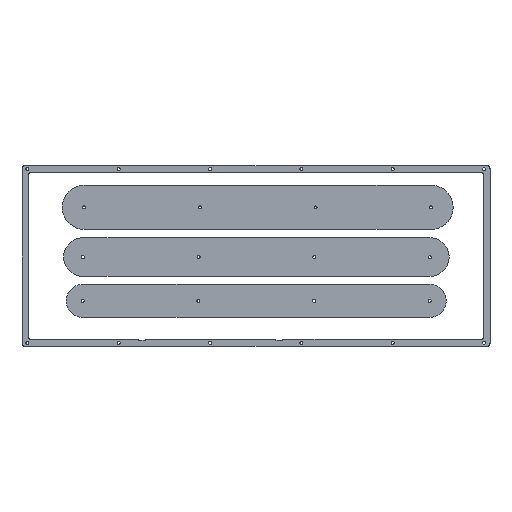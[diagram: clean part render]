
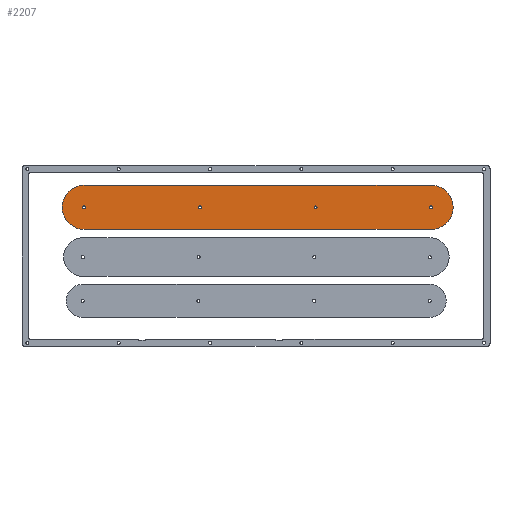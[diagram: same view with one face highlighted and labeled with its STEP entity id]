
A CAD part, top view. The second image highlights one B-rep face of the part: STEP entity #2207.
In plain terms, the highlighted planar face has unit normal (0, 0, 1).
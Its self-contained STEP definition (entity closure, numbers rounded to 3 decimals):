
#123=FACE_BOUND('',#446,.T.);
#124=FACE_BOUND('',#447,.T.);
#125=FACE_BOUND('',#448,.T.);
#126=FACE_BOUND('',#449,.T.);
#183=CIRCLE('',#2463,1.1);
#185=CIRCLE('',#2466,1.1);
#187=CIRCLE('',#2469,1.1);
#189=CIRCLE('',#2472,1.1);
#192=CIRCLE('',#2476,16.);
#194=CIRCLE('',#2480,16.);
#303=FACE_OUTER_BOUND('',#445,.T.);
#445=EDGE_LOOP('',(#1973,#1974,#1975,#1976));
#446=EDGE_LOOP('',(#1977));
#447=EDGE_LOOP('',(#1978));
#448=EDGE_LOOP('',(#1979));
#449=EDGE_LOOP('',(#1980));
#688=LINE('',#3664,#920);
#692=LINE('',#3674,#924);
#920=VECTOR('',#3030,10.);
#924=VECTOR('',#3042,10.);
#1105=VERTEX_POINT('',#3628);
#1107=VERTEX_POINT('',#3634);
#1109=VERTEX_POINT('',#3640);
#1111=VERTEX_POINT('',#3646);
#1115=VERTEX_POINT('',#3655);
#1116=VERTEX_POINT('',#3657);
#1118=VERTEX_POINT('',#3663);
#1120=VERTEX_POINT('',#3669);
#1389=EDGE_CURVE('',#1105,#1105,#183,.T.);
#1392=EDGE_CURVE('',#1107,#1107,#185,.T.);
#1395=EDGE_CURVE('',#1109,#1109,#187,.T.);
#1398=EDGE_CURVE('',#1111,#1111,#189,.T.);
#1403=EDGE_CURVE('',#1116,#1115,#192,.T.);
#1406=EDGE_CURVE('',#1118,#1116,#688,.T.);
#1409=EDGE_CURVE('',#1120,#1118,#194,.T.);
#1412=EDGE_CURVE('',#1115,#1120,#692,.T.);
#1973=ORIENTED_EDGE('',*,*,#1412,.T.);
#1974=ORIENTED_EDGE('',*,*,#1409,.T.);
#1975=ORIENTED_EDGE('',*,*,#1406,.T.);
#1976=ORIENTED_EDGE('',*,*,#1403,.T.);
#1977=ORIENTED_EDGE('',*,*,#1398,.T.);
#1978=ORIENTED_EDGE('',*,*,#1395,.T.);
#1979=ORIENTED_EDGE('',*,*,#1392,.T.);
#1980=ORIENTED_EDGE('',*,*,#1389,.T.);
#2105=PLANE('',#2482);
#2207=ADVANCED_FACE('',(#303,#123,#124,#125,#126),#2105,.T.);
#2463=AXIS2_PLACEMENT_3D('',#3629,#2993,#2994);
#2466=AXIS2_PLACEMENT_3D('',#3635,#3000,#3001);
#2469=AXIS2_PLACEMENT_3D('',#3641,#3007,#3008);
#2472=AXIS2_PLACEMENT_3D('',#3647,#3014,#3015);
#2476=AXIS2_PLACEMENT_3D('',#3658,#3024,#3025);
#2480=AXIS2_PLACEMENT_3D('',#3670,#3036,#3037);
#2482=AXIS2_PLACEMENT_3D('',#3675,#3043,#3044);
#2993=DIRECTION('center_axis',(0.,0.,-1.));
#2994=DIRECTION('ref_axis',(-1.,0.,0.));
#3000=DIRECTION('center_axis',(0.,0.,-1.));
#3001=DIRECTION('ref_axis',(-1.,0.,0.));
#3007=DIRECTION('center_axis',(0.,0.,-1.));
#3008=DIRECTION('ref_axis',(-1.,0.,0.));
#3014=DIRECTION('center_axis',(0.,0.,-1.));
#3015=DIRECTION('ref_axis',(-1.,0.,0.));
#3024=DIRECTION('center_axis',(0.,0.,1.));
#3025=DIRECTION('ref_axis',(0.,1.,0.));
#3030=DIRECTION('',(-1.,0.,0.));
#3036=DIRECTION('center_axis',(0.,0.,1.));
#3037=DIRECTION('ref_axis',(0.,-1.,0.));
#3042=DIRECTION('',(1.,0.,0.));
#3043=DIRECTION('center_axis',(0.,0.,1.));
#3044=DIRECTION('ref_axis',(1.,0.,0.));
#3628=CARTESIAN_POINT('',(78.606,-59.082,3.));
#3629=CARTESIAN_POINT('Origin',(77.506,-59.082,3.));
#3634=CARTESIAN_POINT('',(330.666,-59.169,3.));
#3635=CARTESIAN_POINT('Origin',(329.566,-59.169,3.));
#3640=CARTESIAN_POINT('',(246.666,-59.169,3.));
#3641=CARTESIAN_POINT('Origin',(245.566,-59.169,3.));
#3646=CARTESIAN_POINT('',(162.606,-59.082,3.));
#3647=CARTESIAN_POINT('Origin',(161.506,-59.082,3.));
#3655=CARTESIAN_POINT('',(77.506,-75.082,3.));
#3657=CARTESIAN_POINT('',(77.506,-43.082,3.));
#3658=CARTESIAN_POINT('Origin',(77.506,-59.082,3.));
#3663=CARTESIAN_POINT('',(329.566,-43.082,3.));
#3664=CARTESIAN_POINT('',(329.566,-43.082,3.));
#3669=CARTESIAN_POINT('',(329.566,-75.082,3.));
#3670=CARTESIAN_POINT('Origin',(329.566,-59.082,3.));
#3674=CARTESIAN_POINT('',(77.506,-75.082,3.));
#3675=CARTESIAN_POINT('Origin',(203.536,-59.082,3.));
